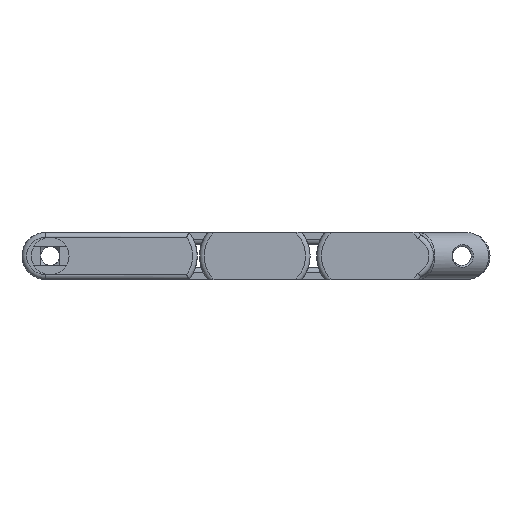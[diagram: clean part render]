
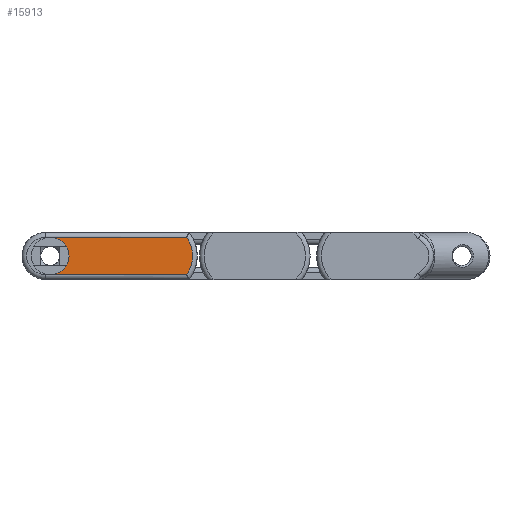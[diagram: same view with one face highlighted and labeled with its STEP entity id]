
A CAD part, left-side view. The second image highlights one B-rep face of the part: STEP entity #15913.
In plain terms, the highlighted planar face has unit normal (-1, 0, 0).
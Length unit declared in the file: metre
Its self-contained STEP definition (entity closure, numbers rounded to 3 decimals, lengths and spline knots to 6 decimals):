
#1034=CIRCLE('',#17503,0.0035);
#1035=CIRCLE('',#17504,0.002);
#5260=ORIENTED_EDGE('',*,*,#8772,.T.);
#5261=ORIENTED_EDGE('',*,*,#8773,.T.);
#5262=ORIENTED_EDGE('',*,*,#8774,.F.);
#5263=ORIENTED_EDGE('',*,*,#8775,.T.);
#8772=EDGE_CURVE('',#10735,#10736,#1034,.F.);
#8773=EDGE_CURVE('',#10736,#10441,#11932,.F.);
#8774=EDGE_CURVE('',#10442,#10441,#1035,.T.);
#8775=EDGE_CURVE('',#10442,#10735,#11933,.T.);
#10441=VERTEX_POINT('',#25986);
#10442=VERTEX_POINT('',#25987);
#10735=VERTEX_POINT('',#27228);
#10736=VERTEX_POINT('',#27229);
#11932=LINE('',#27230,#12874);
#11933=LINE('',#27232,#12875);
#12874=VECTOR('',#21165,1.);
#12875=VECTOR('',#21168,1.);
#13774=EDGE_LOOP('',(#5260,#5261,#5262,#5263));
#14722=FACE_BOUND('',#13774,.T.);
#15279=PLANE('',#17502);
#15913=ADVANCED_FACE('',(#14722),#15279,.F.);
#17502=AXIS2_PLACEMENT_3D('',#27226,#21161,#21162);
#17503=AXIS2_PLACEMENT_3D('',#27227,#21163,#21164);
#17504=AXIS2_PLACEMENT_3D('',#27231,#21166,#21167);
#21161=DIRECTION('',(1.,0.,0.));
#21162=DIRECTION('',(0.,0.,-1.));
#21163=DIRECTION('',(1.,0.,0.));
#21164=DIRECTION('',(0.,0.,-1.));
#21165=DIRECTION('',(0.,-1.,0.));
#21166=DIRECTION('',(-1.,0.,0.));
#21167=DIRECTION('',(0.,0.,1.));
#21168=DIRECTION('',(0.,-1.,0.));
#25986=CARTESIAN_POINT('',(-0.006,0.03275,0.0045));
#25987=CARTESIAN_POINT('',(-0.006,0.03275,0.0005));
#27226=CARTESIAN_POINT('',(-0.006,0.01075,0.005));
#27227=CARTESIAN_POINT('',(-0.006,0.021122,0.0025));
#27228=CARTESIAN_POINT('',(-0.006,0.01825,0.0005));
#27229=CARTESIAN_POINT('',(-0.006,0.01825,0.0045));
#27230=CARTESIAN_POINT('',(-0.006,0.03325,0.0045));
#27231=CARTESIAN_POINT('',(-0.006,0.03275,0.0025));
#27232=CARTESIAN_POINT('',(-0.006,0.01075,0.0005));
